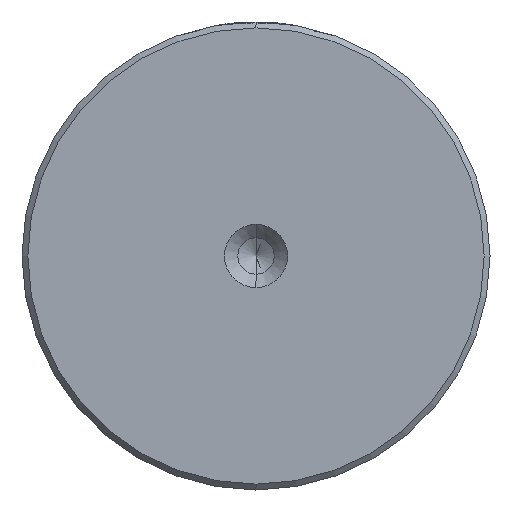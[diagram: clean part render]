
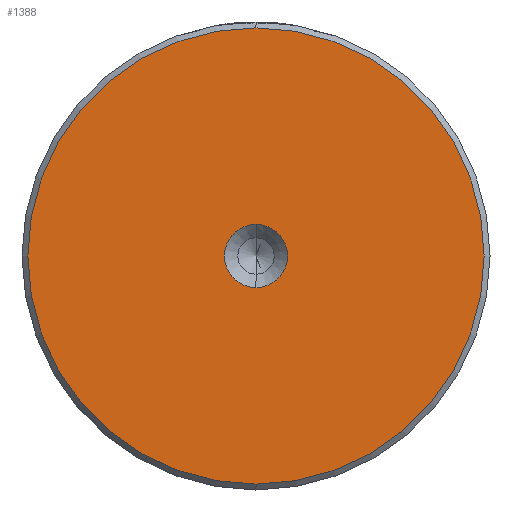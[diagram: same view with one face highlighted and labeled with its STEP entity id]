
A CAD part, left-side view. The second image highlights one B-rep face of the part: STEP entity #1388.
In plain terms, the highlighted planar face has unit normal (-1, 0, 0).
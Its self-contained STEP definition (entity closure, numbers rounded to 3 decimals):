
#33 = EDGE_LOOP ( 'NONE', ( #1150, #201 ) ) ;
#58 = AXIS2_PLACEMENT_3D ( 'NONE', #578, #573, #565 ) ;
#87 = CARTESIAN_POINT ( 'NONE',  ( 0., 0., 0. ) ) ;
#201 = ORIENTED_EDGE ( 'NONE', *, *, #2102, .T. ) ;
#214 = CIRCLE ( 'NONE', #58, 19.5 ) ;
#294 = EDGE_CURVE ( 'NONE', #447, #1278, #214, .T. ) ;
#296 = DIRECTION ( 'NONE',  ( 0., 0., 1. ) ) ;
#363 = CIRCLE ( 'NONE', #1123, 19.5 ) ;
#423 = EDGE_CURVE ( 'NONE', #804, #969, #1066, .T. ) ;
#447 = VERTEX_POINT ( 'NONE', #539 ) ;
#463 = EDGE_CURVE ( 'NONE', #969, #804, #955, .T. ) ;
#539 = CARTESIAN_POINT ( 'NONE',  ( 0., 0., -19.5 ) ) ;
#565 = DIRECTION ( 'NONE',  ( 0., 0., 1. ) ) ;
#573 = DIRECTION ( 'NONE',  ( -1., 0., 0. ) ) ;
#578 = CARTESIAN_POINT ( 'NONE',  ( 0., 0., 0. ) ) ;
#679 = DIRECTION ( 'NONE',  ( 0., 0., 1. ) ) ;
#804 = VERTEX_POINT ( 'NONE', #1432 ) ;
#955 = CIRCLE ( 'NONE', #2097, 2.7 ) ;
#969 = VERTEX_POINT ( 'NONE', #980 ) ;
#980 = CARTESIAN_POINT ( 'NONE',  ( 0., 0., 2.7 ) ) ;
#986 = ORIENTED_EDGE ( 'NONE', *, *, #423, .F. ) ;
#1039 = DIRECTION ( 'NONE',  ( 0., 0., 1. ) ) ;
#1066 = CIRCLE ( 'NONE', #1868, 2.7 ) ;
#1090 = DIRECTION ( 'NONE',  ( 0., 0., 1. ) ) ;
#1099 = DIRECTION ( 'NONE',  ( -1., 0., 0. ) ) ;
#1108 = CARTESIAN_POINT ( 'NONE',  ( 0., 0., 0. ) ) ;
#1123 = AXIS2_PLACEMENT_3D ( 'NONE', #87, #1436, #296 ) ;
#1150 = ORIENTED_EDGE ( 'NONE', *, *, #294, .T. ) ;
#1189 = CARTESIAN_POINT ( 'NONE',  ( 0., 0., 19.5 ) ) ;
#1217 = DIRECTION ( 'NONE',  ( -1., 0., 0. ) ) ;
#1278 = VERTEX_POINT ( 'NONE', #1189 ) ;
#1319 = EDGE_LOOP ( 'NONE', ( #2077, #986 ) ) ;
#1388 = ADVANCED_FACE ( 'NONE', ( #2296, #1762 ), #1988, .T. ) ;
#1392 = CARTESIAN_POINT ( 'NONE',  ( 0., 0., 0. ) ) ;
#1432 = CARTESIAN_POINT ( 'NONE',  ( 0., 0., -2.7 ) ) ;
#1436 = DIRECTION ( 'NONE',  ( -1., 0., 0. ) ) ;
#1437 = CARTESIAN_POINT ( 'NONE',  ( 0., 0., 0. ) ) ;
#1762 = FACE_BOUND ( 'NONE', #1319, .T. ) ;
#1815 = DIRECTION ( 'NONE',  ( -1., 0., 0. ) ) ;
#1868 = AXIS2_PLACEMENT_3D ( 'NONE', #1108, #1099, #1090 ) ;
#1988 = PLANE ( 'NONE',  #2178 ) ;
#2077 = ORIENTED_EDGE ( 'NONE', *, *, #463, .F. ) ;
#2097 = AXIS2_PLACEMENT_3D ( 'NONE', #1392, #1217, #1039 ) ;
#2102 = EDGE_CURVE ( 'NONE', #1278, #447, #363, .T. ) ;
#2178 = AXIS2_PLACEMENT_3D ( 'NONE', #1437, #1815, #679 ) ;
#2296 = FACE_OUTER_BOUND ( 'NONE', #33, .T. ) ;
